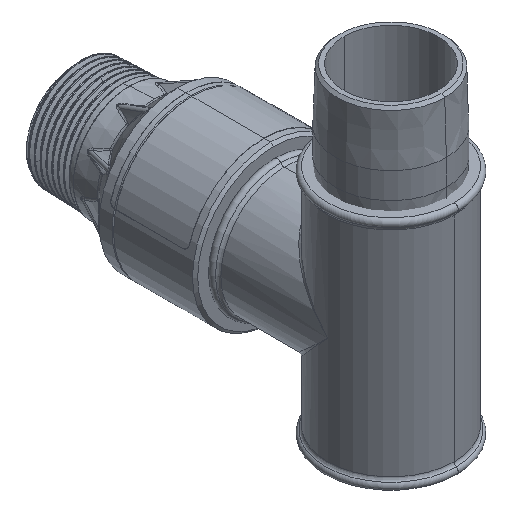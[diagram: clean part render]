
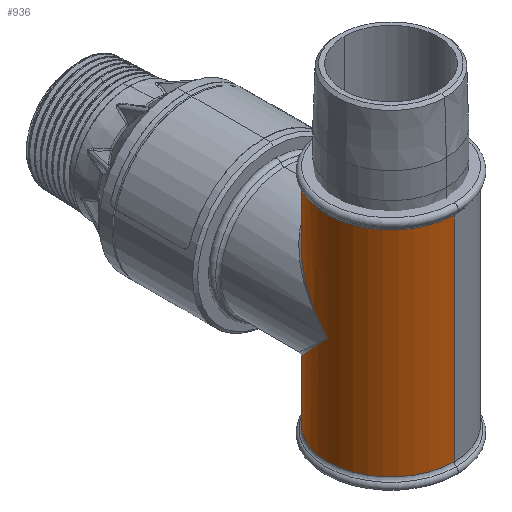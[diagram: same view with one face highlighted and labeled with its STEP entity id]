
A CAD part, isometric view. The second image highlights one B-rep face of the part: STEP entity #936.
In plain terms, the highlighted cylindrical face has radius 24.225 mm (diameter 48.45 mm), a partial arc.
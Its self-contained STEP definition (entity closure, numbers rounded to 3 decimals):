
#151=CARTESIAN_POINT('',(-24.225,0.,0.));
#152=CARTESIAN_POINT('',(-24.225,0.718,
0.763));
#153=CARTESIAN_POINT('',(-24.161,2.079,2.208));
#154=CARTESIAN_POINT('',(-23.934,3.868,4.107));
#155=CARTESIAN_POINT('',(-23.618,5.466,5.804));
#156=CARTESIAN_POINT('',(-23.202,7.034,7.469));
#157=CARTESIAN_POINT('',(-22.62,8.739,9.28));
#158=CARTESIAN_POINT('',(-21.865,10.488,11.137));
#159=CARTESIAN_POINT('',(-21.004,12.114,12.864));
#160=CARTESIAN_POINT('',(-20.092,13.569,14.409));
#161=CARTESIAN_POINT('',(-19.06,14.99,15.918));
#162=CARTESIAN_POINT('',(-17.815,16.455,17.474));
#163=CARTESIAN_POINT('',(-16.426,17.841,18.946));
#164=CARTESIAN_POINT('',(-14.969,19.077,20.258));
#165=CARTESIAN_POINT('',(-13.501,20.139,21.386));
#166=CARTESIAN_POINT('',(-12.046,21.04,22.343));
#167=CARTESIAN_POINT('',(-10.607,21.798,23.148));
#168=CARTESIAN_POINT('',(-9.212,22.421,23.809));
#169=CARTESIAN_POINT('',(-7.901,22.914,24.333));
#170=CARTESIAN_POINT('',(-6.587,23.326,24.771));
#171=CARTESIAN_POINT('',(-5.178,23.681,25.147));
#172=CARTESIAN_POINT('',(-3.661,23.964,25.448));
#173=CARTESIAN_POINT('',(-1.99,24.166,25.662));
#174=CARTESIAN_POINT('',(-0.689,24.225,25.725));
#175=CARTESIAN_POINT('',(0.,24.225,25.725));
#177=DIRECTION('',(0.,0.,1.));
#178=VECTOR('',#177,15.177);
#179=CARTESIAN_POINT('',(0.,24.225,25.725));
#180=LINE('',#179,#178);
#181=CARTESIAN_POINT('',(0.,0.,40.902));
#182=DIRECTION('',(0.,0.,1.));
#183=DIRECTION('',(0.,1.,0.));
#184=AXIS2_PLACEMENT_3D('',#181,#182,#183);
#186=DIRECTION('',(0.,0.,1.));
#187=VECTOR('',#186,81.804);
#188=CARTESIAN_POINT('',(0.,-24.225,-40.902));
#189=LINE('',#188,#187);
#190=CARTESIAN_POINT('',(0.,0.,-40.902));
#191=DIRECTION('',(0.,0.,-1.));
#192=DIRECTION('',(0.,-1.,0.));
#193=AXIS2_PLACEMENT_3D('',#190,#191,#192);
#195=DIRECTION('',(0.,0.,1.));
#196=VECTOR('',#195,15.177);
#197=CARTESIAN_POINT('',(0.,24.225,-40.902));
#198=LINE('',#197,#196);
#199=CARTESIAN_POINT('',(0.,24.225,-25.725));
#200=CARTESIAN_POINT('',(-0.882,24.225,
-25.725));
#201=CARTESIAN_POINT('',(-2.547,24.128,-25.622));
#202=CARTESIAN_POINT('',(-4.686,23.796,-25.269));
#203=CARTESIAN_POINT('',(-6.575,23.341,-24.787));
#204=CARTESIAN_POINT('',(-8.411,22.747,-24.156));
#205=CARTESIAN_POINT('',(-10.287,21.963,-23.323));
#206=CARTESIAN_POINT('',(-12.012,21.064,-22.368));
#207=CARTESIAN_POINT('',(-13.504,20.136,-21.382));
#208=CARTESIAN_POINT('',(-14.849,19.164,-20.351));
#209=CARTESIAN_POINT('',(-16.152,18.082,-19.201));
#210=CARTESIAN_POINT('',(-17.411,16.874,-17.919));
#211=CARTESIAN_POINT('',(-18.603,15.552,-16.515));
#212=CARTESIAN_POINT('',(-19.746,14.078,-14.95));
#213=CARTESIAN_POINT('',(-20.828,12.425,-13.195));
#214=CARTESIAN_POINT('',(-21.773,10.68,-11.341));
#215=CARTESIAN_POINT('',(-22.518,8.99,-9.547));
#216=CARTESIAN_POINT('',(-23.076,7.429,-7.889));
#217=CARTESIAN_POINT('',(-23.517,5.891,-6.256));
#218=CARTESIAN_POINT('',(-23.888,4.168,-4.426));
#219=CARTESIAN_POINT('',(-24.155,2.202,-2.338));
#220=CARTESIAN_POINT('',(-24.225,0.757,
-0.804));
#221=CARTESIAN_POINT('',(-24.225,0.,0.));
#486=VERTEX_POINT('',#151);
#487=VERTEX_POINT('',#175);
#490=CARTESIAN_POINT('',(0.,-24.225,-40.902));
#491=CARTESIAN_POINT('',(0.,24.225,-40.902));
#492=VERTEX_POINT('',#490);
#493=VERTEX_POINT('',#491);
#498=CARTESIAN_POINT('',(0.,24.225,40.902));
#499=CARTESIAN_POINT('',(0.,-24.225,40.902));
#500=VERTEX_POINT('',#498);
#501=VERTEX_POINT('',#499);
#516=CARTESIAN_POINT('',(0.,24.225,-25.725));
#517=VERTEX_POINT('',#516);
#919=CARTESIAN_POINT('',(0.,0.,49.5));
#920=DIRECTION('',(0.,0.,-1.));
#921=DIRECTION('',(0.,-1.,0.));
#922=AXIS2_PLACEMENT_3D('',#919,#920,#921);
#923=CYLINDRICAL_SURFACE('',#922,24.225);
#924=ORIENTED_EDGE('',*,*,#911,.T.);
#925=ORIENTED_EDGE('',*,*,#688,.T.);
#927=ORIENTED_EDGE('',*,*,#926,.T.);
#928=ORIENTED_EDGE('',*,*,#684,.F.);
#930=ORIENTED_EDGE('',*,*,#929,.T.);
#931=ORIENTED_EDGE('',*,*,#681,.T.);
#933=ORIENTED_EDGE('',*,*,#932,.T.);
#934=EDGE_LOOP('',(#924,#925,#927,#928,#930,#931,#933));
#935=FACE_OUTER_BOUND('',#934,.F.);
#936=ADVANCED_FACE('',(#935),#923,.T.);
#176=B_SPLINE_CURVE_WITH_KNOTS('',3,(#151,#152,#153,#154,#155,#156,#157,#158,
#159,#160,#161,#162,#163,#164,#165,#166,#167,#168,#169,#170,#171,#172,#173,#174,
#175),.UNSPECIFIED.,.F.,.F.,(4,1,1,1,1,1,1,1,1,1,1,1,1,1,1,1,1,1,1,1,1,1,4),(
0.,0.045,0.091,0.136,0.182,
0.227,0.273,0.318,0.364,
0.409,0.455,0.5,0.545,0.591,
0.636,0.682,0.727,0.773,
0.818,0.864,0.909,0.955,1.),
.UNSPECIFIED.);
#185=CIRCLE('',#184,24.225);
#194=CIRCLE('',#193,24.225);
#222=B_SPLINE_CURVE_WITH_KNOTS('',3,(#199,#200,#201,#202,#203,#204,#205,#206,
#207,#208,#209,#210,#211,#212,#213,#214,#215,#216,#217,#218,#219,#220,#221),
.UNSPECIFIED.,.F.,.F.,(4,1,1,1,1,1,1,1,1,1,1,1,1,1,1,1,1,1,1,1,4),(0.,0.05,
0.1,0.15,0.2,0.25,0.3,0.35,0.4,0.45,0.5,0.55,0.6,0.65,
0.7,0.75,0.8,0.85,0.9,0.95,1.),.UNSPECIFIED.);
#681=EDGE_CURVE('',#493,#517,#198,.T.);
#684=EDGE_CURVE('',#492,#501,#189,.T.);
#688=EDGE_CURVE('',#487,#500,#180,.T.);
#911=EDGE_CURVE('',#486,#487,#176,.T.);
#926=EDGE_CURVE('',#500,#501,#185,.T.);
#929=EDGE_CURVE('',#492,#493,#194,.T.);
#932=EDGE_CURVE('',#517,#486,#222,.T.);
